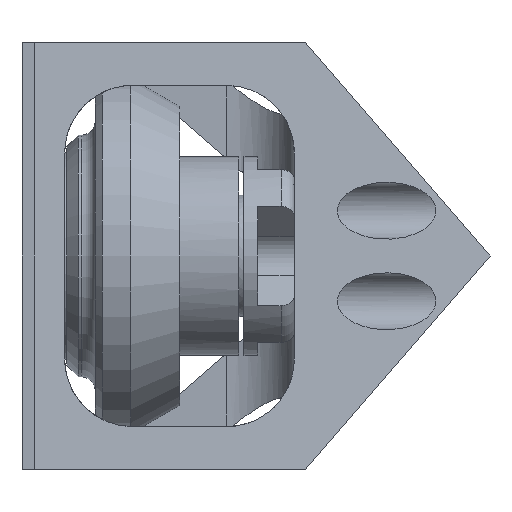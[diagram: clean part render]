
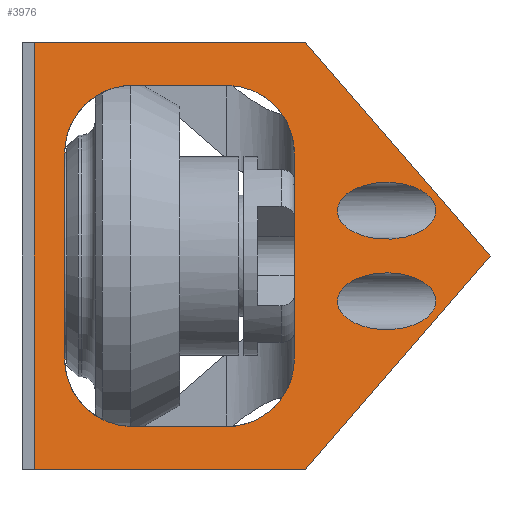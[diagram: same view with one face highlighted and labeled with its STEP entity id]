
A CAD part, left-side view. The second image highlights one B-rep face of the part: STEP entity #3976.
In plain terms, the highlighted face is planar.
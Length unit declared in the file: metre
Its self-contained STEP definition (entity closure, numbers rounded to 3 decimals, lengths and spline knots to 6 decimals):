
#26=ELLIPSE('',#4444,0.005499,0.004763);
#28=ELLIPSE('',#4450,0.005499,0.004762);
#31=ELLIPSE('',#4457,0.005499,0.004762);
#33=ELLIPSE('',#4460,0.005499,0.004763);
#44=ELLIPSE('',#4509,0.004,0.002);
#45=ELLIPSE('',#4510,0.004,0.002);
#233=LINE('',#6736,#445);
#264=LINE('',#6878,#476);
#285=LINE('',#6941,#497);
#288=LINE('',#6945,#500);
#297=LINE('',#6964,#509);
#300=LINE('',#6978,#512);
#311=LINE('',#7008,#523);
#316=LINE('',#7017,#528);
#327=LINE('',#7032,#539);
#445=VECTOR('',#5344,1.);
#476=VECTOR('',#5469,1.);
#497=VECTOR('',#5534,1.);
#500=VECTOR('',#5539,1.);
#509=VECTOR('',#5556,1.);
#512=VECTOR('',#5569,1.);
#523=VECTOR('',#5598,1.);
#528=VECTOR('',#5607,1.);
#539=VECTOR('',#5620,1.);
#1562=ORIENTED_EDGE('',*,*,#2260,.T.);
#1563=ORIENTED_EDGE('',*,*,#2182,.T.);
#1564=ORIENTED_EDGE('',*,*,#2226,.T.);
#1565=ORIENTED_EDGE('',*,*,#2171,.T.);
#1566=ORIENTED_EDGE('',*,*,#2190,.T.);
#1567=ORIENTED_EDGE('',*,*,#2162,.T.);
#1568=ORIENTED_EDGE('',*,*,#2223,.T.);
#1569=ORIENTED_EDGE('',*,*,#2185,.T.);
#1570=ORIENTED_EDGE('',*,*,#2281,.F.);
#1571=ORIENTED_EDGE('',*,*,#2282,.F.);
#1572=ORIENTED_EDGE('',*,*,#2266,.T.);
#1573=ORIENTED_EDGE('',*,*,#2125,.T.);
#1574=ORIENTED_EDGE('',*,*,#2277,.F.);
#1575=ORIENTED_EDGE('',*,*,#2244,.T.);
#1576=ORIENTED_EDGE('',*,*,#2237,.T.);
#2125=EDGE_CURVE('',#2593,#2591,#233,.T.);
#2162=EDGE_CURVE('',#2625,#2626,#26,.T.);
#2171=EDGE_CURVE('',#2632,#2633,#28,.T.);
#2182=EDGE_CURVE('',#2642,#2641,#31,.T.);
#2185=EDGE_CURVE('',#2644,#2645,#33,.T.);
#2190=EDGE_CURVE('',#2633,#2625,#264,.T.);
#2223=EDGE_CURVE('',#2626,#2644,#285,.T.);
#2226=EDGE_CURVE('',#2641,#2632,#288,.T.);
#2237=EDGE_CURVE('',#2675,#2674,#297,.T.);
#2244=EDGE_CURVE('',#2681,#2675,#300,.T.);
#2260=EDGE_CURVE('',#2645,#2642,#311,.T.);
#2266=EDGE_CURVE('',#2674,#2593,#316,.T.);
#2277=EDGE_CURVE('',#2681,#2591,#327,.T.);
#2281=EDGE_CURVE('',#2697,#2697,#44,.T.);
#2282=EDGE_CURVE('',#2698,#2698,#45,.T.);
#2591=VERTEX_POINT('',#6734);
#2593=VERTEX_POINT('',#6737);
#2625=VERTEX_POINT('',#6821);
#2626=VERTEX_POINT('',#6822);
#2632=VERTEX_POINT('',#6839);
#2633=VERTEX_POINT('',#6840);
#2641=VERTEX_POINT('',#6860);
#2642=VERTEX_POINT('',#6862);
#2644=VERTEX_POINT('',#6868);
#2645=VERTEX_POINT('',#6869);
#2674=VERTEX_POINT('',#6963);
#2675=VERTEX_POINT('',#6965);
#2681=VERTEX_POINT('',#6979);
#2697=VERTEX_POINT('',#7039);
#2698=VERTEX_POINT('',#7041);
#3234=EDGE_LOOP('',(#1562,#1563,#1564,#1565,#1566,#1567,#1568,#1569));
#3235=EDGE_LOOP('',(#1570));
#3236=EDGE_LOOP('',(#1571));
#3237=EDGE_LOOP('',(#1572,#1573,#1574,#1575,#1576));
#3603=FACE_BOUND('',#3234,.T.);
#3604=FACE_BOUND('',#3235,.T.);
#3605=FACE_BOUND('',#3236,.T.);
#3606=FACE_BOUND('',#3237,.T.);
#3779=PLANE('',#4508);
#3976=ADVANCED_FACE('',(#3603,#3604,#3605,#3606),#3779,.F.);
#4444=AXIS2_PLACEMENT_3D('',#6820,#5415,#5416);
#4450=AXIS2_PLACEMENT_3D('',#6838,#5432,#5433);
#4457=AXIS2_PLACEMENT_3D('',#6861,#5452,#5453);
#4460=AXIS2_PLACEMENT_3D('',#6867,#5459,#5460);
#4508=AXIS2_PLACEMENT_3D('',#7037,#5624,#5625);
#4509=AXIS2_PLACEMENT_3D('',#7038,#5626,#5627);
#4510=AXIS2_PLACEMENT_3D('',#7040,#5628,#5629);
#5344=DIRECTION('',(1.,0.,0.));
#5415=DIRECTION('',(0.,1.,0.));
#5416=DIRECTION('',(0.,0.,1.));
#5432=DIRECTION('',(0.,1.,0.));
#5433=DIRECTION('',(0.,0.,1.));
#5452=DIRECTION('',(0.,1.,0.));
#5453=DIRECTION('',(0.,0.,1.));
#5459=DIRECTION('',(0.,1.,0.));
#5460=DIRECTION('',(0.,0.,1.));
#5469=DIRECTION('',(-1.,0.,0.));
#5534=DIRECTION('',(0.,0.,1.));
#5539=DIRECTION('',(0.,0.,-1.));
#5556=DIRECTION('',(-0.707,0.,-0.707));
#5569=DIRECTION('',(-0.707,0.,0.707));
#5598=DIRECTION('',(1.,0.,0.));
#5607=DIRECTION('',(0.,0.,-1.));
#5620=DIRECTION('',(0.,0.,-1.));
#5624=DIRECTION('',(0.,1.,0.));
#5625=DIRECTION('',(1.,0.,0.));
#5626=DIRECTION('',(0.,-1.,0.));
#5627=DIRECTION('',(0.,0.,-1.));
#5628=DIRECTION('',(0.,-1.,0.));
#5629=DIRECTION('',(0.,0.,-1.));
#6734=CARTESIAN_POINT('',(0.03,0.,-0.024634));
#6736=CARTESIAN_POINT('',(0.03,0.,-0.024634));
#6737=CARTESIAN_POINT('',(0.,0.,-0.024634));
#6820=CARTESIAN_POINT('',(0.007763,0.,-0.016671));
#6821=CARTESIAN_POINT('',(0.007763,0.,-0.02217));
#6822=CARTESIAN_POINT('',(0.003,0.,-0.016671));
#6838=CARTESIAN_POINT('',(0.022238,0.,-0.016671));
#6839=CARTESIAN_POINT('',(0.027,0.,-0.016671));
#6840=CARTESIAN_POINT('',(0.022238,0.,-0.02217));
#6860=CARTESIAN_POINT('',(0.027,0.,-0.009021));
#6861=CARTESIAN_POINT('',(0.022238,0.,-0.009021));
#6862=CARTESIAN_POINT('',(0.022238,0.,-0.003522));
#6867=CARTESIAN_POINT('',(0.007763,0.,-0.009021));
#6868=CARTESIAN_POINT('',(0.003,0.,-0.009021));
#6869=CARTESIAN_POINT('',(0.007763,0.,-0.003522));
#6878=CARTESIAN_POINT('',(0.03,0.,-0.02217));
#6941=CARTESIAN_POINT('',(0.003,0.,0.033255));
#6945=CARTESIAN_POINT('',(0.027,0.,0.033255));
#6963=CARTESIAN_POINT('',(0.,0.,-0.002634));
#6964=CARTESIAN_POINT('',(0.032945,0.,0.030311));
#6965=CARTESIAN_POINT('',(0.015,0.,0.012366));
#6978=CARTESIAN_POINT('',(0.012055,0.,0.015311));
#6979=CARTESIAN_POINT('',(0.03,0.,-0.002634));
#7008=CARTESIAN_POINT('',(0.03,0.,-0.003522));
#7017=CARTESIAN_POINT('',(0.,0.,0.033255));
#7032=CARTESIAN_POINT('',(0.03,0.,0.033255));
#7037=CARTESIAN_POINT('',(0.03,0.,0.033255));
#7038=CARTESIAN_POINT('',(0.018182,0.,0.003974));
#7039=CARTESIAN_POINT('',(0.018182,0.,-0.000026));
#7040=CARTESIAN_POINT('',(0.011818,0.,0.003974));
#7041=CARTESIAN_POINT('',(0.011818,0.,-0.000026));
